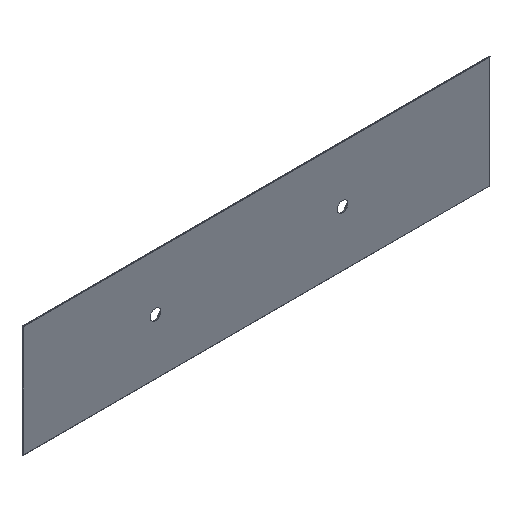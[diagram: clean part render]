
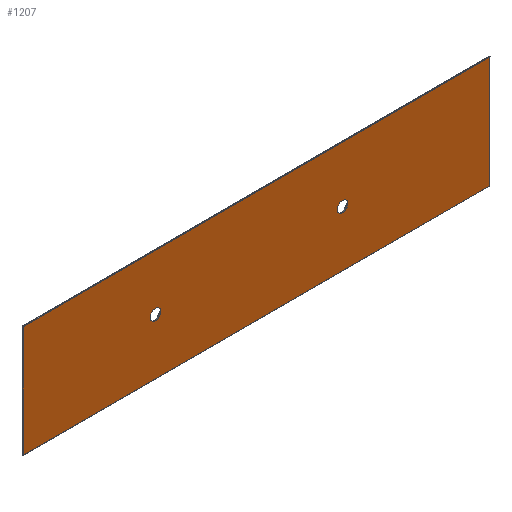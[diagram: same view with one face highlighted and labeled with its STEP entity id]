
A CAD part, isometric view. The second image highlights one B-rep face of the part: STEP entity #1207.
In plain terms, the highlighted planar face has unit normal (0, -1, 0).
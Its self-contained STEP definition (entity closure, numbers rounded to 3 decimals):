
#301=DIRECTION('',(0.,0.,-1.));
#302=VECTOR('',#301,59.6);
#303=CARTESIAN_POINT('',(249.8,-2.,29.8));
#304=LINE('',#303,#302);
#309=DIRECTION('',(-1.,0.,0.));
#310=VECTOR('',#309,249.6);
#311=CARTESIAN_POINT('',(249.8,-2.,-29.8));
#312=LINE('',#311,#310);
#325=CARTESIAN_POINT('',(0.2,-2.,29.8));
#333=DIRECTION('',(0.,0.,1.));
#334=VECTOR('',#333,59.6);
#335=CARTESIAN_POINT('',(0.2,-2.,-29.8));
#336=LINE('',#335,#334);
#361=DIRECTION('',(1.,0.,0.));
#362=VECTOR('',#361,249.6);
#363=CARTESIAN_POINT('',(0.2,-2.,29.8));
#364=LINE('',#363,#362);
#365=CARTESIAN_POINT('',(70.999,-2.,0.));
#366=DIRECTION('',(0.,1.,0.));
#367=DIRECTION('',(0.,0.,-1.));
#368=AXIS2_PLACEMENT_3D('',#365,#366,#367);
#370=CARTESIAN_POINT('',(70.999,-2.,0.));
#371=DIRECTION('',(0.,1.,0.));
#372=DIRECTION('',(0.,0.,1.));
#373=AXIS2_PLACEMENT_3D('',#370,#371,#372);
#375=CARTESIAN_POINT('',(170.999,-2.,0.));
#376=DIRECTION('',(0.,1.,0.));
#377=DIRECTION('',(0.,0.,-1.));
#378=AXIS2_PLACEMENT_3D('',#375,#376,#377);
#380=CARTESIAN_POINT('',(170.999,-2.,0.));
#381=DIRECTION('',(0.,1.,0.));
#382=DIRECTION('',(0.,0.,1.));
#383=AXIS2_PLACEMENT_3D('',#380,#381,#382);
#757=CARTESIAN_POINT('',(249.8,-2.,29.8));
#758=CARTESIAN_POINT('',(249.8,-2.,-29.8));
#759=VERTEX_POINT('',#757);
#760=VERTEX_POINT('',#758);
#761=VERTEX_POINT('',#325);
#763=CARTESIAN_POINT('',(0.2,-2.,-29.8));
#764=VERTEX_POINT('',#763);
#847=CARTESIAN_POINT('',(70.999,-2.,2.85));
#849=VERTEX_POINT('',#847);
#851=CARTESIAN_POINT('',(70.999,-2.,-2.85));
#853=VERTEX_POINT('',#851);
#855=CARTESIAN_POINT('',(170.999,-2.,2.85));
#857=VERTEX_POINT('',#855);
#859=CARTESIAN_POINT('',(170.999,-2.,-2.85));
#861=VERTEX_POINT('',#859);
#1184=CARTESIAN_POINT('',(250.,-2.,-30.));
#1185=DIRECTION('',(0.,-1.,0.));
#1186=DIRECTION('',(0.,0.,-1.));
#1187=AXIS2_PLACEMENT_3D('',#1184,#1185,#1186);
#1188=PLANE('',#1187);
#1189=ORIENTED_EDGE('',*,*,#1150,.T.);
#1190=ORIENTED_EDGE('',*,*,#1164,.T.);
#1191=ORIENTED_EDGE('',*,*,#1179,.T.);
#1192=ORIENTED_EDGE('',*,*,#1135,.T.);
#1193=EDGE_LOOP('',(#1189,#1190,#1191,#1192));
#1194=FACE_OUTER_BOUND('',#1193,.F.);
#1196=ORIENTED_EDGE('',*,*,#1195,.F.);
#1198=ORIENTED_EDGE('',*,*,#1197,.F.);
#1199=EDGE_LOOP('',(#1196,#1198));
#1200=FACE_BOUND('',#1199,.F.);
#1202=ORIENTED_EDGE('',*,*,#1201,.F.);
#1204=ORIENTED_EDGE('',*,*,#1203,.F.);
#1205=EDGE_LOOP('',(#1202,#1204));
#1206=FACE_BOUND('',#1205,.F.);
#1207=ADVANCED_FACE('',(#1194,#1200,#1206),#1188,.T.);
#369=CIRCLE('',#368,2.85);
#374=CIRCLE('',#373,2.85);
#379=CIRCLE('',#378,2.85);
#384=CIRCLE('',#383,2.85);
#1135=EDGE_CURVE('',#759,#760,#304,.T.);
#1150=EDGE_CURVE('',#760,#764,#312,.T.);
#1164=EDGE_CURVE('',#764,#761,#336,.T.);
#1179=EDGE_CURVE('',#761,#759,#364,.T.);
#1195=EDGE_CURVE('',#853,#849,#369,.T.);
#1197=EDGE_CURVE('',#849,#853,#374,.T.);
#1201=EDGE_CURVE('',#861,#857,#379,.T.);
#1203=EDGE_CURVE('',#857,#861,#384,.T.);
